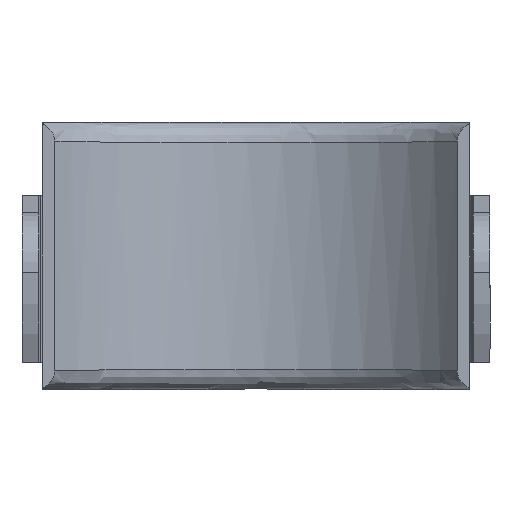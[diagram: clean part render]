
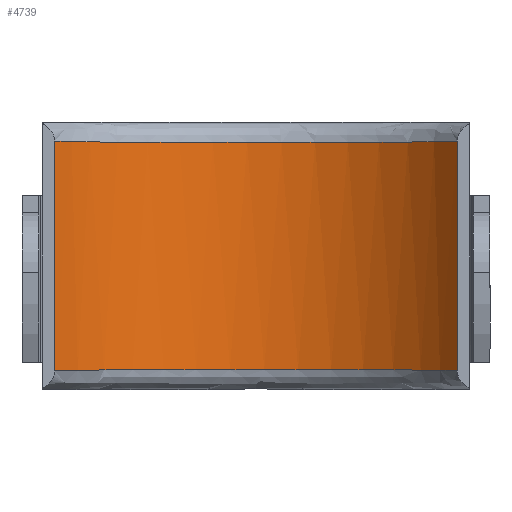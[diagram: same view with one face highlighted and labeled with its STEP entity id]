
A CAD part, front view. The second image highlights one B-rep face of the part: STEP entity #4739.
In plain terms, the highlighted cylindrical face has radius 38.5 mm (diameter 77 mm), a partial arc.
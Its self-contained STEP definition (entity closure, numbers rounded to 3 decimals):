
#129 = CARTESIAN_POINT ( 'NONE',  ( 30.104, -14.5, 20. ) ) ;
#259 = DIRECTION ( 'NONE',  ( 0., 0., -1. ) ) ;
#307 = CARTESIAN_POINT ( 'NONE',  ( 25.094, -9.293, 17.067 ) ) ;
#433 = CARTESIAN_POINT ( 'NONE',  ( 0., -38.5, 20. ) ) ;
#465 = DIRECTION ( 'NONE',  ( -1., 0., 0. ) ) ;
#488 = CARTESIAN_POINT ( 'NONE',  ( -30.104, -14.5, 17.167 ) ) ;
#536 = CARTESIAN_POINT ( 'NONE',  ( 14.063, -2.653, 17.005 ) ) ;
#558 = ORIENTED_EDGE ( 'NONE', *, *, #1868, .F. ) ;
#663 = EDGE_CURVE ( 'NONE', #1949, #3763, #4787, .T. ) ;
#676 = VERTEX_POINT ( 'NONE', #3700 ) ;
#870 = DIRECTION ( 'NONE',  ( 0., 0., -1. ) ) ;
#901 = CARTESIAN_POINT ( 'NONE',  ( -5.778, -0.328, 16.999 ) ) ;
#927 = CARTESIAN_POINT ( 'NONE',  ( -30.104, -14.5, 20. ) ) ;
#1062 = CARTESIAN_POINT ( 'NONE',  ( -26.255, -10.192, 17.079 ) ) ;
#1292 = CARTESIAN_POINT ( 'NONE',  ( 2.864, -0.079, 16.999 ) ) ;
#1334 = LINE ( 'NONE', #129, #1345 ) ;
#1345 = VECTOR ( 'NONE', #5335, 1000. ) ;
#1419 = CARTESIAN_POINT ( 'NONE',  ( 1.419, 0.001, 16.999 ) ) ;
#1422 = ORIENTED_EDGE ( 'NONE', *, *, #663, .T. ) ;
#1868 = EDGE_CURVE ( 'NONE', #1949, #676, #1334, .T. ) ;
#1949 = VERTEX_POINT ( 'NONE', #6975 ) ;
#2195 = CARTESIAN_POINT ( 'NONE',  ( 7.168, -0.666, 16.999 ) ) ;
#2211 = ORIENTED_EDGE ( 'NONE', *, *, #4996, .T. ) ;
#2229 = CARTESIAN_POINT ( 'NONE',  ( 9.978, -1.288, 17. ) ) ;
#2274 = EDGE_LOOP ( 'NONE', ( #2772, #2211, #558, #1422 ) ) ;
#2435 = CARTESIAN_POINT ( 'NONE',  ( 26.169, -10.252, 17.082 ) ) ;
#2734 = CARTESIAN_POINT ( 'NONE',  ( 26.696, -10.749, 17.091 ) ) ;
#2772 = ORIENTED_EDGE ( 'NONE', *, *, #4037, .T. ) ;
#2861 = CARTESIAN_POINT ( 'NONE',  ( -28.296, -12.232, 17.114 ) ) ;
#2882 = CARTESIAN_POINT ( 'NONE',  ( -15.418, -3.193, 17.007 ) ) ;
#3077 = LINE ( 'NONE', #927, #4581 ) ;
#3237 = CARTESIAN_POINT ( 'NONE',  ( 16.058, -3.501, 17.009 ) ) ;
#3521 = B_SPLINE_CURVE_WITH_KNOTS ( 'NONE', 3,
 ( #6543, #6567, #6412, #6396, #6370, #6319, #6301, #6287, #6254, #6236, #6218, #6208, #6195, #6187, #6170, #6165, #6150, #6057, #6028, #6003, #5888, #5862, #5828, #5808, #5784, #5727, #5709, #5701, #5688, #5656, #5643, #5623 ),
 .UNSPECIFIED., .F., .F.,
 ( 4, 2, 2, 2, 2, 2, 2, 2, 2, 2, 2, 2, 2, 2, 2, 4 ),
 ( 0., 0.009, 0.017, 0.022, 0.026, 0.035, 0.039, 0.041, 0.043, 0.048, 0.05, 0.052, 0.061, 0.063, 0.065, 0.069 ),
 .UNSPECIFIED. ) ;
#3578 = CARTESIAN_POINT ( 'NONE',  ( 7.875, -0.807, 17. ) ) ;
#3700 = CARTESIAN_POINT ( 'NONE',  ( 30.104, -14.5, -17.167 ) ) ;
#3763 = VERTEX_POINT ( 'NONE', #488 ) ;
#3858 = CARTESIAN_POINT ( 'NONE',  ( 30.104, -14.5, 17.167 ) ) ;
#3925 = CARTESIAN_POINT ( 'NONE',  ( -30.104, -14.5, -17.167 ) ) ;
#4037 = EDGE_CURVE ( 'NONE', #3763, #4195, #3077, .T. ) ;
#4195 = VERTEX_POINT ( 'NONE', #3925 ) ;
#4285 = CARTESIAN_POINT ( 'NONE',  ( -11.351, -1.683, 17.001 ) ) ;
#4437 = AXIS2_PLACEMENT_3D ( 'NONE', #433, #259, #465 ) ;
#4439 = CARTESIAN_POINT ( 'NONE',  ( -30.104, -14.5, 17.167 ) ) ;
#4491 = CARTESIAN_POINT ( 'NONE',  ( 28.235, -12.286, 17.118 ) ) ;
#4581 = VECTOR ( 'NONE', #870, 1000. ) ;
#4739 = ADVANCED_FACE ( 'NONE', ( #5398 ), #5117, .F. ) ;
#4787 = B_SPLINE_CURVE_WITH_KNOTS ( 'NONE', 3,
 ( #3858, #4934, #4491, #2734, #2435, #307, #6598, #6181, #5428, #3237, #6064, #536, #5594, #7175, #2229, #3578, #2195, #5874, #4837, #1292, #1419, #4985, #901, #7244, #4285, #6575, #2882, #7123, #5630, #1062, #2861, #4439 ),
 .UNSPECIFIED., .F., .F.,
 ( 4, 2, 2, 2, 2, 2, 2, 2, 2, 2, 2, 2, 2, 2, 2, 4 ),
 ( 0., 0.004, 0.007, 0.009, 0.017, 0.02, 0.022, 0.026, 0.028, 0.03, 0.035, 0.043, 0.048, 0.052, 0.061, 0.07 ),
 .UNSPECIFIED. ) ;
#4837 = CARTESIAN_POINT ( 'NONE',  ( 5.023, -0.322, 16.999 ) ) ;
#4934 = CARTESIAN_POINT ( 'NONE',  ( 29.2, -13.366, 17.14 ) ) ;
#4985 = CARTESIAN_POINT ( 'NONE',  ( -2.933, -0.002, 16.999 ) ) ;
#4996 = EDGE_CURVE ( 'NONE', #4195, #676, #3521, .T. ) ;
#5117 = CYLINDRICAL_SURFACE ( 'NONE', #4437, 38.5 ) ;
#5335 = DIRECTION ( 'NONE',  ( 0., 0., -1. ) ) ;
#5398 = FACE_OUTER_BOUND ( 'NONE', #2274, .T. ) ;
#5428 = CARTESIAN_POINT ( 'NONE',  ( 19.32, -5.073, 17.018 ) ) ;
#5594 = CARTESIAN_POINT ( 'NONE',  ( 13.391, -2.397, 17.004 ) ) ;
#5623 = CARTESIAN_POINT ( 'NONE',  ( 30.104, -14.5, -17.167 ) ) ;
#5630 = CARTESIAN_POINT ( 'NONE',  ( -21.718, -6.578, 17.031 ) ) ;
#5643 = CARTESIAN_POINT ( 'NONE',  ( 29.2, -13.366, -17.14 ) ) ;
#5656 = CARTESIAN_POINT ( 'NONE',  ( 28.235, -12.286, -17.118 ) ) ;
#5688 = CARTESIAN_POINT ( 'NONE',  ( 26.696, -10.749, -17.091 ) ) ;
#5701 = CARTESIAN_POINT ( 'NONE',  ( 26.169, -10.252, -17.082 ) ) ;
#5709 = CARTESIAN_POINT ( 'NONE',  ( 25.094, -9.293, -17.067 ) ) ;
#5727 = CARTESIAN_POINT ( 'NONE',  ( 24.545, -8.83, -17.061 ) ) ;
#5784 = CARTESIAN_POINT ( 'NONE',  ( 21.743, -6.598, -17.031 ) ) ;
#5808 = CARTESIAN_POINT ( 'NONE',  ( 19.32, -5.073, -17.018 ) ) ;
#5828 = CARTESIAN_POINT ( 'NONE',  ( 16.058, -3.501, -17.009 ) ) ;
#5862 = CARTESIAN_POINT ( 'NONE',  ( 15.396, -3.205, -17.007 ) ) ;
#5874 = CARTESIAN_POINT ( 'NONE',  ( 5.742, -0.424, 16.999 ) ) ;
#5888 = CARTESIAN_POINT ( 'NONE',  ( 14.063, -2.653, -17.005 ) ) ;
#6003 = CARTESIAN_POINT ( 'NONE',  ( 13.391, -2.397, -17.004 ) ) ;
#6028 = CARTESIAN_POINT ( 'NONE',  ( 11.357, -1.685, -17.001 ) ) ;
#6057 = CARTESIAN_POINT ( 'NONE',  ( 9.978, -1.288, -17. ) ) ;
#6064 = CARTESIAN_POINT ( 'NONE',  ( 15.396, -3.205, 17.007 ) ) ;
#6150 = CARTESIAN_POINT ( 'NONE',  ( 7.875, -0.807, -17. ) ) ;
#6165 = CARTESIAN_POINT ( 'NONE',  ( 7.168, -0.666, -16.999 ) ) ;
#6170 = CARTESIAN_POINT ( 'NONE',  ( 5.742, -0.424, -16.999 ) ) ;
#6181 = CARTESIAN_POINT ( 'NONE',  ( 21.743, -6.598, 17.031 ) ) ;
#6187 = CARTESIAN_POINT ( 'NONE',  ( 5.023, -0.322, -16.999 ) ) ;
#6195 = CARTESIAN_POINT ( 'NONE',  ( 2.864, -0.079, -16.999 ) ) ;
#6208 = CARTESIAN_POINT ( 'NONE',  ( 1.419, 0.001, -16.999 ) ) ;
#6218 = CARTESIAN_POINT ( 'NONE',  ( -2.933, -0.002, -16.999 ) ) ;
#6236 = CARTESIAN_POINT ( 'NONE',  ( -5.778, -0.328, -16.999 ) ) ;
#6254 = CARTESIAN_POINT ( 'NONE',  ( -9.968, -1.285, -17. ) ) ;
#6287 = CARTESIAN_POINT ( 'NONE',  ( -11.351, -1.683, -17.001 ) ) ;
#6301 = CARTESIAN_POINT ( 'NONE',  ( -14.089, -2.641, -17.004 ) ) ;
#6319 = CARTESIAN_POINT ( 'NONE',  ( -15.418, -3.193, -17.007 ) ) ;
#6370 = CARTESIAN_POINT ( 'NONE',  ( -19.29, -5.058, -17.018 ) ) ;
#6396 = CARTESIAN_POINT ( 'NONE',  ( -21.718, -6.578, -17.031 ) ) ;
#6412 = CARTESIAN_POINT ( 'NONE',  ( -26.255, -10.192, -17.079 ) ) ;
#6543 = CARTESIAN_POINT ( 'NONE',  ( -30.104, -14.5, -17.167 ) ) ;
#6567 = CARTESIAN_POINT ( 'NONE',  ( -28.296, -12.232, -17.114 ) ) ;
#6575 = CARTESIAN_POINT ( 'NONE',  ( -14.089, -2.641, 17.004 ) ) ;
#6598 = CARTESIAN_POINT ( 'NONE',  ( 24.545, -8.83, 17.061 ) ) ;
#6975 = CARTESIAN_POINT ( 'NONE',  ( 30.104, -14.5, 17.167 ) ) ;
#7123 = CARTESIAN_POINT ( 'NONE',  ( -19.29, -5.058, 17.018 ) ) ;
#7175 = CARTESIAN_POINT ( 'NONE',  ( 11.357, -1.685, 17.001 ) ) ;
#7244 = CARTESIAN_POINT ( 'NONE',  ( -9.968, -1.285, 17. ) ) ;
